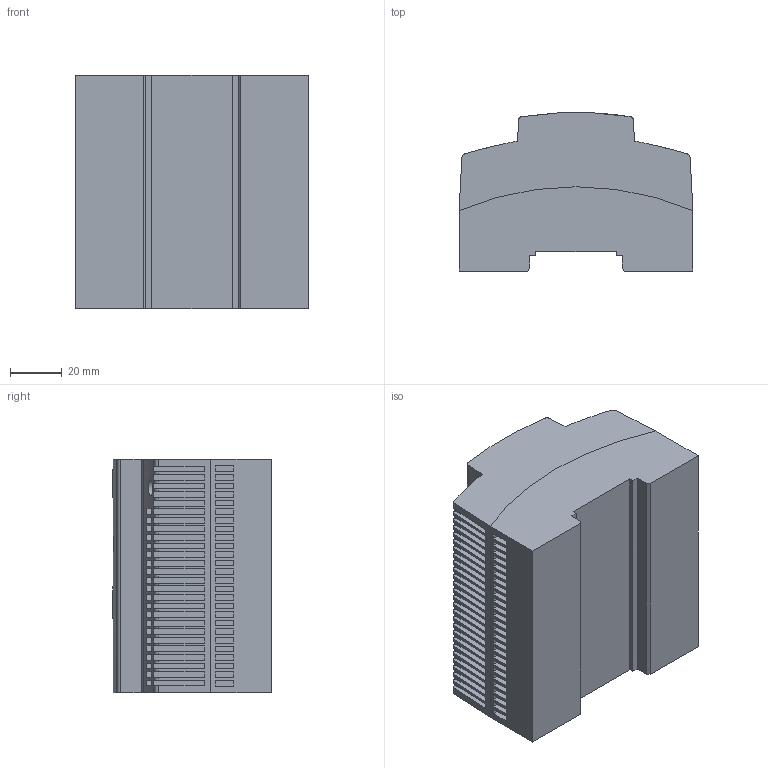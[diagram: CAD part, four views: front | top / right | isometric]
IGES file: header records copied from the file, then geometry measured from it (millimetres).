
Start section: Elysium IGES Interface
Global section: file name: 85H2868677_STEP_PS_1AC_24DC_38_C2LPS-select.igs; native system: Creo Elements/Direct Modeling 18.1  06-May-2012; preprocessor: Creo Element/Direct IGES_3D V2.2; author: Unknown; organization: Unknown; date: 20121212.102429; units: millimetre
Bounding box: 90 x 61 x 90 mm (x, y, z)
Volume: 396439.8 mm3; surface area: 46139.7 mm2
Topology: 1 solids, 1 shells, 794 faces, 2099 edges, 1398 vertices
Faces by surface type: bspline 794
